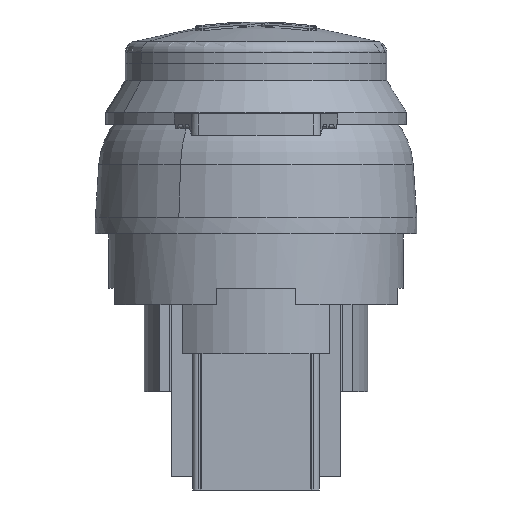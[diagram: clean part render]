
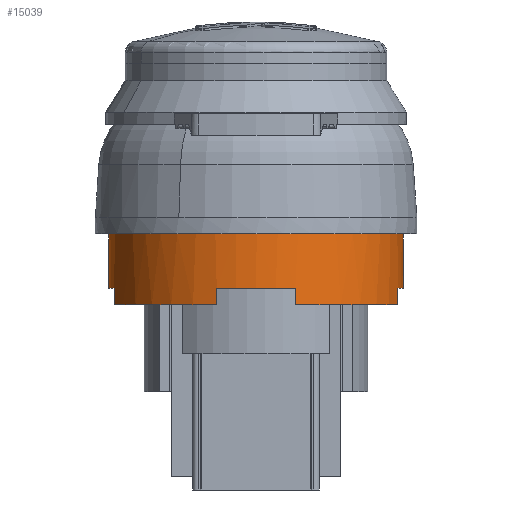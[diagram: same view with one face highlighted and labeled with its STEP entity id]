
A CAD part, front view. The second image highlights one B-rep face of the part: STEP entity #15039.
In plain terms, the highlighted cylindrical face has radius 13.5 mm (diameter 27 mm), a partial arc.
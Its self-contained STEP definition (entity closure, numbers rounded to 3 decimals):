
#13706=AXIS2_PLACEMENT_3D('Circle Axis2P3D',#13704,#13705,$) ;
#13740=AXIS2_PLACEMENT_3D('Circle Axis2P3D',#13738,#13739,$) ;
#13810=AXIS2_PLACEMENT_3D('Circle Axis2P3D',#13808,#13809,$) ;
#14742=AXIS2_PLACEMENT_3D('Cylinder Axis2P3D',#14739,#14740,#14741) ;
#14856=AXIS2_PLACEMENT_3D('Circle Axis2P3D',#14854,#14855,$) ;
#14914=AXIS2_PLACEMENT_3D('Circle Axis2P3D',#14912,#14913,$) ;
#312=CARTESIAN_POINT('Control Point',(28.25,18.8,23.5)) ;
#313=CARTESIAN_POINT('Control Point',(28.25,17.54,23.5)) ;
#314=CARTESIAN_POINT('Control Point',(28.103,16.28,23.5)) ;
#315=CARTESIAN_POINT('Control Point',(27.809,15.043,23.5)) ;
#316=CARTESIAN_POINT('Control Point',(26.938,12.66,23.5)) ;
#317=CARTESIAN_POINT('Control Point',(25.541,10.542,23.5)) ;
#318=CARTESIAN_POINT('Control Point',(24.722,9.569,23.5)) ;
#319=CARTESIAN_POINT('Control Point',(22.872,7.833,23.5)) ;
#320=CARTESIAN_POINT('Control Point',(20.672,6.57,23.5)) ;
#321=CARTESIAN_POINT('Control Point',(19.503,6.07,23.5)) ;
#322=CARTESIAN_POINT('Control Point',(17.07,5.352,23.5)) ;
#323=CARTESIAN_POINT('Control Point',(14.536,5.213,23.5)) ;
#324=CARTESIAN_POINT('Control Point',(13.267,5.292,23.5)) ;
#325=CARTESIAN_POINT('Control Point',(10.771,5.746,23.5)) ;
#326=CARTESIAN_POINT('Control Point',(8.446,6.762,23.5)) ;
#327=CARTESIAN_POINT('Control Point',(7.348,7.404,23.5)) ;
#328=CARTESIAN_POINT('Control Point',(5.323,8.932,23.5)) ;
#329=CARTESIAN_POINT('Control Point',(3.704,10.885,23.5)) ;
#330=CARTESIAN_POINT('Control Point',(3.013,11.953,23.5)) ;
#331=CARTESIAN_POINT('Control Point',(2.042,13.923,23.5)) ;
#332=CARTESIAN_POINT('Control Point',(1.486,16.042,23.5)) ;
#333=CARTESIAN_POINT('Control Point',(1.329,16.955,23.5)) ;
#334=CARTESIAN_POINT('Control Point',(1.25,17.878,23.5)) ;
#335=CARTESIAN_POINT('Control Point',(1.25,18.8,23.5)) ;
#336=CARTESIAN_POINT('Vertex',(28.25,18.8,23.5)) ;
#338=CARTESIAN_POINT('Vertex',(1.25,18.8,23.5)) ;
#13681=CARTESIAN_POINT('Vertex',(27.761,15.2,18.5)) ;
#13701=CARTESIAN_POINT('Vertex',(18.35,5.789,18.5)) ;
#13704=CARTESIAN_POINT('Axis2P3D Location',(14.75,18.8,18.5)) ;
#13708=CARTESIAN_POINT('Vertex',(11.15,5.789,18.5)) ;
#13735=CARTESIAN_POINT('Vertex',(1.739,15.2,18.5)) ;
#13738=CARTESIAN_POINT('Axis2P3D Location',(14.75,18.8,18.5)) ;
#13742=CARTESIAN_POINT('Vertex',(1.25,18.8,18.5)) ;
#13805=CARTESIAN_POINT('Vertex',(28.25,18.8,18.5)) ;
#13808=CARTESIAN_POINT('Axis2P3D Location',(14.75,18.8,18.5)) ;
#14739=CARTESIAN_POINT('Axis2P3D Location',(14.75,18.8,20.14)) ;
#14744=CARTESIAN_POINT('Line Origine',(1.25,18.8,18.25)) ;
#14748=CARTESIAN_POINT('Vertex',(1.25,18.8,23.)) ;
#14751=CARTESIAN_POINT('Line Origine',(1.25,18.8,18.25)) ;
#14756=CARTESIAN_POINT('Line Origine',(28.25,18.8,18.25)) ;
#14760=CARTESIAN_POINT('Vertex',(28.25,18.8,23.)) ;
#14763=CARTESIAN_POINT('Line Origine',(28.25,18.8,18.25)) ;
#14833=CARTESIAN_POINT('Vertex',(11.15,5.789,17.)) ;
#14836=CARTESIAN_POINT('Line Origine',(11.15,5.789,17.75)) ;
#14854=CARTESIAN_POINT('Axis2P3D Location',(14.75,18.8,17.)) ;
#14858=CARTESIAN_POINT('Vertex',(1.739,15.2,17.)) ;
#14879=CARTESIAN_POINT('Line Origine',(1.739,15.2,17.75)) ;
#14896=CARTESIAN_POINT('Vertex',(27.761,15.2,17.)) ;
#14899=CARTESIAN_POINT('Line Origine',(27.761,15.2,17.75)) ;
#14912=CARTESIAN_POINT('Axis2P3D Location',(14.75,18.8,17.)) ;
#14916=CARTESIAN_POINT('Vertex',(18.35,5.789,17.)) ;
#14937=CARTESIAN_POINT('Line Origine',(18.35,5.789,17.75)) ;
#13705=DIRECTION('Axis2P3D Direction',(0.,0.,-1.)) ;
#13739=DIRECTION('Axis2P3D Direction',(0.,0.,-1.)) ;
#13809=DIRECTION('Axis2P3D Direction',(0.,0.,-1.)) ;
#14740=DIRECTION('Axis2P3D Direction',(0.,0.,-1.)) ;
#14741=DIRECTION('Axis2P3D XDirection',(-1.,0.,0.)) ;
#14745=DIRECTION('Vector Direction',(0.,0.,-1.)) ;
#14752=DIRECTION('Vector Direction',(0.,0.,-1.)) ;
#14757=DIRECTION('Vector Direction',(0.,0.,-1.)) ;
#14764=DIRECTION('Vector Direction',(0.,0.,-1.)) ;
#14837=DIRECTION('Vector Direction',(0.,0.,-1.)) ;
#14855=DIRECTION('Axis2P3D Direction',(0.,0.,-1.)) ;
#14880=DIRECTION('Vector Direction',(0.,0.,-1.)) ;
#14900=DIRECTION('Vector Direction',(0.,0.,-1.)) ;
#14913=DIRECTION('Axis2P3D Direction',(0.,0.,-1.)) ;
#14938=DIRECTION('Vector Direction',(0.,0.,-1.)) ;
#14746=VECTOR('Line Direction',#14745,1.) ;
#14753=VECTOR('Line Direction',#14752,1.) ;
#14758=VECTOR('Line Direction',#14757,1.) ;
#14765=VECTOR('Line Direction',#14764,1.) ;
#14838=VECTOR('Line Direction',#14837,1.) ;
#14881=VECTOR('Line Direction',#14880,1.) ;
#14901=VECTOR('Line Direction',#14900,1.) ;
#14939=VECTOR('Line Direction',#14938,1.) ;
#15024=ORIENTED_EDGE('',*,*,#13812,.F.) ;
#15025=ORIENTED_EDGE('',*,*,#14767,.F.) ;
#15026=ORIENTED_EDGE('',*,*,#14762,.F.) ;
#15027=ORIENTED_EDGE('',*,*,#340,.T.) ;
#15028=ORIENTED_EDGE('',*,*,#14755,.T.) ;
#15029=ORIENTED_EDGE('',*,*,#14750,.T.) ;
#15030=ORIENTED_EDGE('',*,*,#13744,.F.) ;
#15031=ORIENTED_EDGE('',*,*,#14883,.T.) ;
#15032=ORIENTED_EDGE('',*,*,#14860,.F.) ;
#15033=ORIENTED_EDGE('',*,*,#14840,.F.) ;
#15034=ORIENTED_EDGE('',*,*,#13710,.F.) ;
#15035=ORIENTED_EDGE('',*,*,#14941,.T.) ;
#15036=ORIENTED_EDGE('',*,*,#14918,.F.) ;
#15037=ORIENTED_EDGE('',*,*,#14903,.F.) ;
#15039=ADVANCED_FACE('Hauptk\X2\00F6\X0\rper',(#15038),#14743,.T.) ;
#311=B_SPLINE_CURVE_WITH_KNOTS('',5,(#312,#313,#314,#315,#316,#317,#318,#319,#320,#321,#322,#323,#324,#325,#326,#327,#328,#329,#330,#331,#332,#333,#334,#335),.UNSPECIFIED.,.F.,.U.,(6,3,3,3,3,3,3,6),(0.,8.909,17.819,26.728,35.638,44.547,53.457,59.978),.UNSPECIFIED.) ;
#13707=CIRCLE('generated circle',#13706,13.5) ;
#13741=CIRCLE('generated circle',#13740,13.5) ;
#13811=CIRCLE('generated circle',#13810,13.5) ;
#14857=CIRCLE('generated circle',#14856,13.5) ;
#14915=CIRCLE('generated circle',#14914,13.5) ;
#14743=CYLINDRICAL_SURFACE('generated cylinder',#14742,13.5) ;
#340=EDGE_CURVE('',#337,#339,#311,.T.) ;
#13710=EDGE_CURVE('',#13702,#13709,#13707,.T.) ;
#13744=EDGE_CURVE('',#13736,#13743,#13741,.T.) ;
#13812=EDGE_CURVE('',#13806,#13682,#13811,.T.) ;
#14750=EDGE_CURVE('',#14749,#13743,#14747,.T.) ;
#14755=EDGE_CURVE('',#339,#14749,#14754,.T.) ;
#14762=EDGE_CURVE('',#337,#14761,#14759,.T.) ;
#14767=EDGE_CURVE('',#14761,#13806,#14766,.T.) ;
#14840=EDGE_CURVE('',#13709,#14834,#14839,.T.) ;
#14860=EDGE_CURVE('',#14834,#14859,#14857,.T.) ;
#14883=EDGE_CURVE('',#13736,#14859,#14882,.T.) ;
#14903=EDGE_CURVE('',#13682,#14897,#14902,.T.) ;
#14918=EDGE_CURVE('',#14897,#14917,#14915,.T.) ;
#14941=EDGE_CURVE('',#13702,#14917,#14940,.T.) ;
#15023=EDGE_LOOP('',(#15024,#15025,#15026,#15027,#15028,#15029,#15030,#15031,#15032,#15033,#15034,#15035,#15036,#15037)) ;
#15038=FACE_OUTER_BOUND('',#15023,.T.) ;
#14747=LINE('Line',#14744,#14746) ;
#14754=LINE('Line',#14751,#14753) ;
#14759=LINE('Line',#14756,#14758) ;
#14766=LINE('Line',#14763,#14765) ;
#14839=LINE('Line',#14836,#14838) ;
#14882=LINE('Line',#14879,#14881) ;
#14902=LINE('Line',#14899,#14901) ;
#14940=LINE('Line',#14937,#14939) ;
#337=VERTEX_POINT('',#336) ;
#339=VERTEX_POINT('',#338) ;
#13682=VERTEX_POINT('',#13681) ;
#13702=VERTEX_POINT('',#13701) ;
#13709=VERTEX_POINT('',#13708) ;
#13736=VERTEX_POINT('',#13735) ;
#13743=VERTEX_POINT('',#13742) ;
#13806=VERTEX_POINT('',#13805) ;
#14749=VERTEX_POINT('',#14748) ;
#14761=VERTEX_POINT('',#14760) ;
#14834=VERTEX_POINT('',#14833) ;
#14859=VERTEX_POINT('',#14858) ;
#14897=VERTEX_POINT('',#14896) ;
#14917=VERTEX_POINT('',#14916) ;
